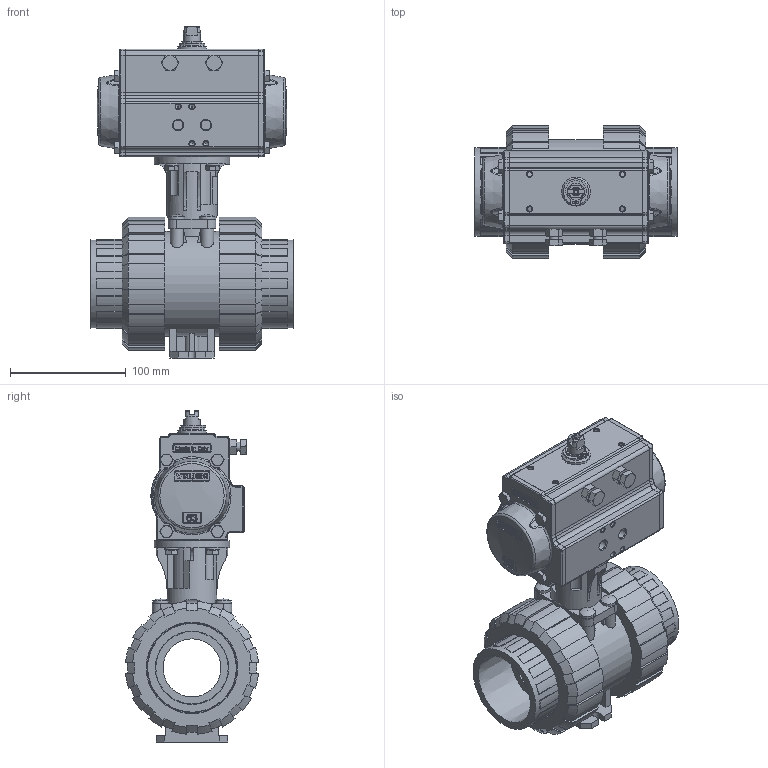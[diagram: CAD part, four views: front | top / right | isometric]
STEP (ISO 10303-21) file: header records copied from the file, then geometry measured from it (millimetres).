
FILE_DESCRIPTION((''),'2;1');
FILE_NAME('PV10053A - 063 - DA063.stp','2021-08-16T09:04:27',('RL'),(''),'Autodesk Inventor 2012','Autodesk Inventor 2012','');
FILE_SCHEMA(('AUTOMOTIVE_DESIGN { 1 0 10303 214 1 1 1 1 }'));
Length unit declared in the file: millimetre
Products named in the file (1): PV10053A_063_82DASR063
Bounding box: 174.8 x 114.61 x 286.5 mm (x, y, z)
Volume: 1892025.7 mm3; surface area: 241464 mm2
Topology: 1 solids, 2 shells, 1936 faces, 5244 edges, 3381 vertices
Faces by surface type: plane 899, bspline 408, cylinder 309, cone 241, torus 73, sphere 6
Full cylindrical faces by diameter (mm): 2 x2, 4.2 x8, 5 x1, 6 x4, 6.5 x4, 6.8 x4, 8 x2, 8.5 x2, 8.88 x4, 10 x8, 11.4 x4, 13.5 x4, 13.9 x1, 14.7 x1, 15.875 x1, 22 x1, 23 x1, 25 x1, 27.9 x1, 28 x1, 35.3 x2, 44 x1, 50 x3, 65 x1, 76.5 x2, 77.8 x2, 79 x2, 90.1 x2, 90.4 x3
Entity records: 87008 total; most frequent: CARTESIAN_POINT 39831, ORIENTED_EDGE 10120, DIRECTION 8529, EDGE_CURVE 5060, VERTEX_POINT 3331, AXIS2_PLACEMENT_3D 3150, VECTOR 2229, LINE 2229
